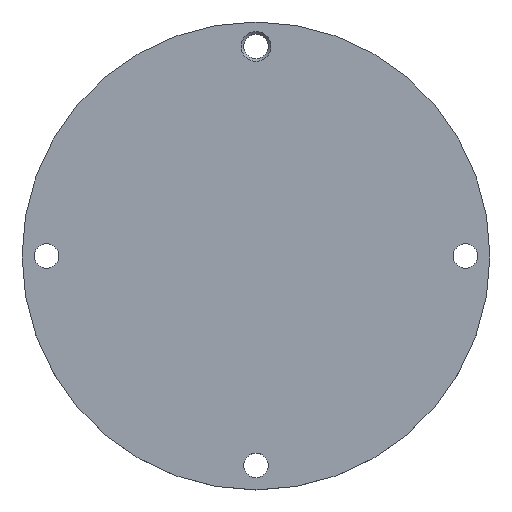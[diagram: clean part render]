
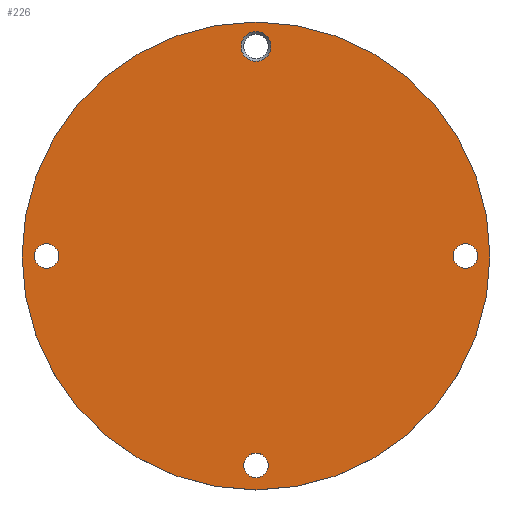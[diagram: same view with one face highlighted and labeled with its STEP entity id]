
A CAD part, top view. The second image highlights one B-rep face of the part: STEP entity #226.
In plain terms, the highlighted planar face has unit normal (0, 0, 1).
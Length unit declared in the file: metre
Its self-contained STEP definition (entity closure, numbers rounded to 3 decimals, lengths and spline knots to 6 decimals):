
#20=PLANE('',#271);
#40=ORIENTED_EDGE('',*,*,#78,.T.);
#41=ORIENTED_EDGE('',*,*,#79,.F.);
#42=ORIENTED_EDGE('',*,*,#80,.F.);
#43=ORIENTED_EDGE('',*,*,#81,.F.);
#44=ORIENTED_EDGE('',*,*,#71,.T.);
#71=EDGE_CURVE('',#92,#92,#113,.T.);
#78=EDGE_CURVE('',#99,#99,#120,.F.);
#79=EDGE_CURVE('',#100,#100,#121,.T.);
#80=EDGE_CURVE('',#101,#101,#122,.T.);
#81=EDGE_CURVE('',#102,#102,#123,.T.);
#92=VERTEX_POINT('',#391);
#99=VERTEX_POINT('',#407);
#100=VERTEX_POINT('',#409);
#101=VERTEX_POINT('',#411);
#102=VERTEX_POINT('',#413);
#113=CIRCLE('',#263,0.043);
#120=CIRCLE('',#272,0.00275);
#121=CIRCLE('',#273,0.00225);
#122=CIRCLE('',#274,0.00225);
#123=CIRCLE('',#275,0.00225);
#145=EDGE_LOOP('',(#40));
#146=EDGE_LOOP('',(#41));
#147=EDGE_LOOP('',(#42));
#148=EDGE_LOOP('',(#43));
#149=EDGE_LOOP('',(#44));
#187=FACE_BOUND('',#145,.T.);
#188=FACE_BOUND('',#146,.T.);
#189=FACE_BOUND('',#147,.T.);
#190=FACE_BOUND('',#148,.T.);
#191=FACE_BOUND('',#149,.T.);
#226=ADVANCED_FACE('',(#187,#188,#189,#190,#191),#20,.T.);
#263=AXIS2_PLACEMENT_3D('',#390,#317,#318);
#271=AXIS2_PLACEMENT_3D('',#405,#333,#334);
#272=AXIS2_PLACEMENT_3D('',#406,#335,#336);
#273=AXIS2_PLACEMENT_3D('',#408,#337,#338);
#274=AXIS2_PLACEMENT_3D('',#410,#339,#340);
#275=AXIS2_PLACEMENT_3D('',#412,#341,#342);
#317=DIRECTION('',(0.,0.,1.));
#318=DIRECTION('',(1.,0.,0.));
#333=DIRECTION('',(0.,0.,1.));
#334=DIRECTION('',(1.,0.,0.));
#335=DIRECTION('',(0.,0.,1.));
#336=DIRECTION('',(1.,0.,0.));
#337=DIRECTION('',(0.,0.,1.));
#338=DIRECTION('',(1.,0.,0.));
#339=DIRECTION('',(0.,0.,1.));
#340=DIRECTION('',(1.,0.,0.));
#341=DIRECTION('',(0.,0.,1.));
#342=DIRECTION('',(1.,0.,0.));
#390=CARTESIAN_POINT('',(0.,0.,0.175));
#391=CARTESIAN_POINT('',(0.043,0.,0.175));
#405=CARTESIAN_POINT('',(0.,0.,0.175));
#406=CARTESIAN_POINT('',(0.,0.0385,0.175));
#407=CARTESIAN_POINT('',(0.00275,0.0385,0.175));
#408=CARTESIAN_POINT('',(0.0385,0.,0.175));
#409=CARTESIAN_POINT('',(0.04075,0.,0.175));
#410=CARTESIAN_POINT('',(0.,-0.0385,0.175));
#411=CARTESIAN_POINT('',(0.00225,-0.0385,0.175));
#412=CARTESIAN_POINT('',(-0.0385,0.,0.175));
#413=CARTESIAN_POINT('',(-0.03625,0.,0.175));
